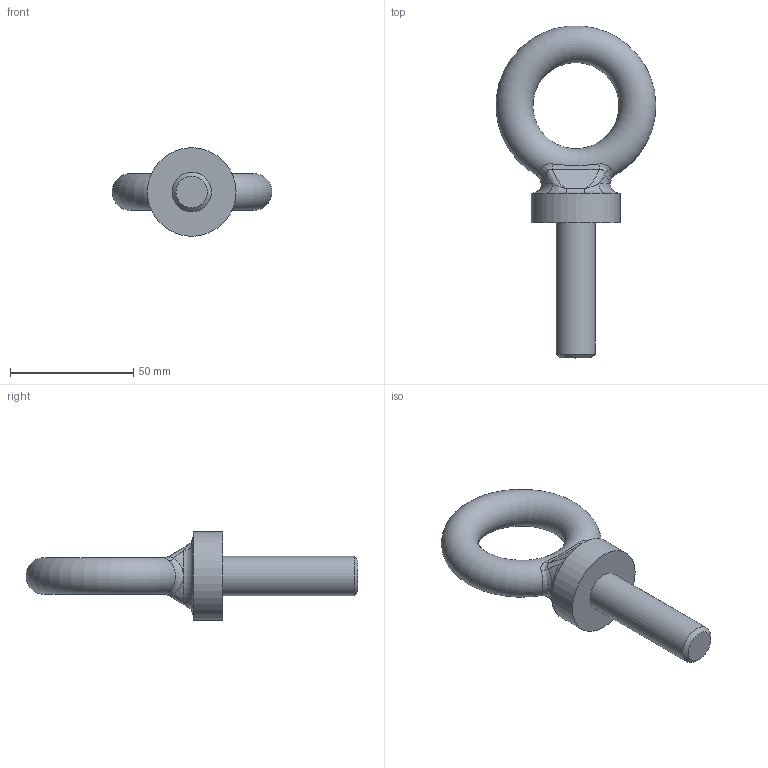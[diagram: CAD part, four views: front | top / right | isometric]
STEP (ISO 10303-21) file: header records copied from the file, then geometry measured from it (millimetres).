
FILE_DESCRIPTION(/* description */ (''),/* implementation_level */ '2;1');
FILE_NAME(/* name */ 'RGS_16.stp',/* time_stamp */ '2017-11-17T12:17:40+01:00',/* author */ (''),/* organization */ (''),/* preprocessor_version */ 'ST-DEVELOPER v16',/* originating_system */ 'SIEMENS PLM Software NX 11.0',/* authorisation */ '');
FILE_SCHEMA (('AUTOMOTIVE_DESIGN { 1 0 10303 214 3 1 1 1 }'));
Length unit declared in the file: millimetre
Products named in the file (1): RGS_16
Bounding box: 64.92 x 134.9 x 36 mm (x, y, z)
Volume: 54742.5 mm3; surface area: 13035.1 mm2
Topology: 1 solids, 1 shells, 31 faces, 66 edges, 38 vertices
Faces by surface type: bspline 16, cylinder 6, plane 5, torus 3, cone 1
Full cylindrical faces by diameter (mm): 16 x1, 36 x1
Entity records: 1192 total; most frequent: CARTESIAN_POINT 574, ORIENTED_EDGE 122, DIRECTION 102, EDGE_CURVE 61, AXIS2_PLACEMENT_3D 49, VERTEX_POINT 37, EDGE_LOOP 36, ADVANCED_FACE 31
